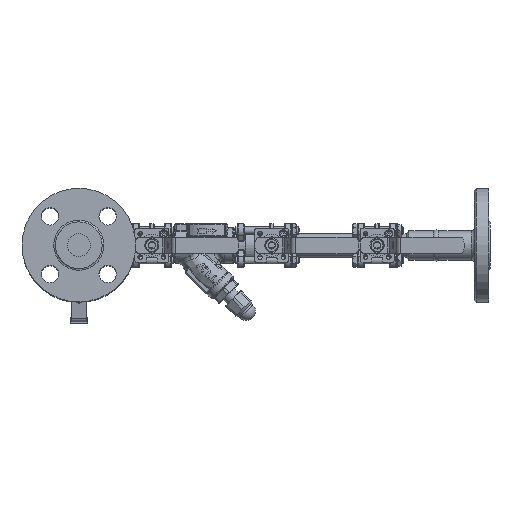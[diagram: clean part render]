
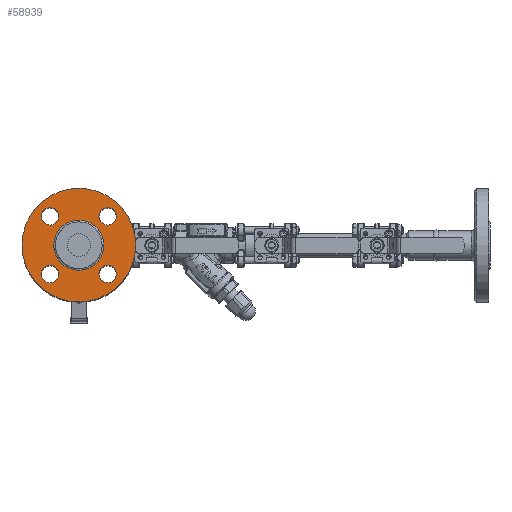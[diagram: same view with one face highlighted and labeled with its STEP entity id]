
A CAD part, top view. The second image highlights one B-rep face of the part: STEP entity #58939.
In plain terms, the highlighted planar face has unit normal (0, 0, 1).
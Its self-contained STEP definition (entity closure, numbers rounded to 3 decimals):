
#4080=FACE_BOUND('',#20306,.T.);
#4081=FACE_BOUND('',#20307,.T.);
#4082=FACE_BOUND('',#20308,.T.);
#4083=FACE_BOUND('',#20309,.T.);
#4084=FACE_BOUND('',#20310,.T.);
#5109=PLANE('',#65131);
#16412=FACE_OUTER_BOUND('',#20305,.T.);
#20305=EDGE_LOOP('',(#51906));
#20306=EDGE_LOOP('',(#51907));
#20307=EDGE_LOOP('',(#51908));
#20308=EDGE_LOOP('',(#51909));
#20309=EDGE_LOOP('',(#51910));
#20310=EDGE_LOOP('',(#51911));
#23765=CIRCLE('',#65116,62.);
#23767=CIRCLE('',#65120,9.5);
#23769=CIRCLE('',#65123,9.5);
#23771=CIRCLE('',#65126,9.5);
#23773=CIRCLE('',#65129,9.5);
#23775=CIRCLE('',#65132,27.336);
#28582=VERTEX_POINT('',#114276);
#28584=VERTEX_POINT('',#114284);
#28586=VERTEX_POINT('',#114290);
#28588=VERTEX_POINT('',#114296);
#28590=VERTEX_POINT('',#114302);
#28592=VERTEX_POINT('',#114308);
#36508=EDGE_CURVE('',#28582,#28582,#23765,.T.);
#36511=EDGE_CURVE('',#28584,#28584,#23767,.T.);
#36514=EDGE_CURVE('',#28586,#28586,#23769,.T.);
#36517=EDGE_CURVE('',#28588,#28588,#23771,.T.);
#36520=EDGE_CURVE('',#28590,#28590,#23773,.T.);
#36523=EDGE_CURVE('',#28592,#28592,#23775,.T.);
#51906=ORIENTED_EDGE('',*,*,#36508,.F.);
#51907=ORIENTED_EDGE('',*,*,#36511,.T.);
#51908=ORIENTED_EDGE('',*,*,#36514,.T.);
#51909=ORIENTED_EDGE('',*,*,#36517,.T.);
#51910=ORIENTED_EDGE('',*,*,#36520,.T.);
#51911=ORIENTED_EDGE('',*,*,#36523,.F.);
#58939=ADVANCED_FACE('',(#16412,#4080,#4081,#4082,#4083,#4084),#5109,.F.);
#65116=AXIS2_PLACEMENT_3D('',#114278,#79409,#79410);
#65120=AXIS2_PLACEMENT_3D('',#114285,#79418,#79419);
#65123=AXIS2_PLACEMENT_3D('',#114291,#79425,#79426);
#65126=AXIS2_PLACEMENT_3D('',#114297,#79432,#79433);
#65129=AXIS2_PLACEMENT_3D('',#114303,#79439,#79440);
#65131=AXIS2_PLACEMENT_3D('',#114307,#79444,#79445);
#65132=AXIS2_PLACEMENT_3D('',#114309,#79446,#79447);
#79409=DIRECTION('center_axis',(0.,0.,
-1.));
#79410=DIRECTION('ref_axis',(1.,0.,0.));
#79418=DIRECTION('center_axis',(0.,0.,
-1.));
#79419=DIRECTION('ref_axis',(-1.,0.,0.));
#79425=DIRECTION('center_axis',(0.,0.,
-1.));
#79426=DIRECTION('ref_axis',(0.,1.,0.));
#79432=DIRECTION('center_axis',(0.,0.,
-1.));
#79433=DIRECTION('ref_axis',(1.,0.,0.));
#79439=DIRECTION('center_axis',(0.,0.,
-1.));
#79440=DIRECTION('ref_axis',(0.,-1.,0.));
#79444=DIRECTION('center_axis',(0.,0.,
-1.));
#79445=DIRECTION('ref_axis',(1.,0.,0.));
#79446=DIRECTION('center_axis',(0.,0.,
1.));
#79447=DIRECTION('ref_axis',(-1.,0.,0.));
#114276=CARTESIAN_POINT('',(-207.036,18.833,210.983));
#114278=CARTESIAN_POINT('Origin',(-145.036,18.833,210.983));
#114284=CARTESIAN_POINT('',(-166.967,-12.598,210.983));
#114285=CARTESIAN_POINT('Origin',(-176.467,-12.598,210.983));
#114290=CARTESIAN_POINT('',(-176.467,40.764,210.983));
#114291=CARTESIAN_POINT('Origin',(-176.467,50.264,210.983));
#114296=CARTESIAN_POINT('',(-123.105,50.264,210.983));
#114297=CARTESIAN_POINT('Origin',(-113.605,50.264,210.983));
#114302=CARTESIAN_POINT('',(-113.605,-3.098,210.983));
#114303=CARTESIAN_POINT('Origin',(-113.605,-12.598,210.983));
#114307=CARTESIAN_POINT('Origin',(-145.036,18.833,210.983));
#114308=CARTESIAN_POINT('',(-117.699,18.833,210.983));
#114309=CARTESIAN_POINT('Origin',(-145.036,18.833,210.983));
